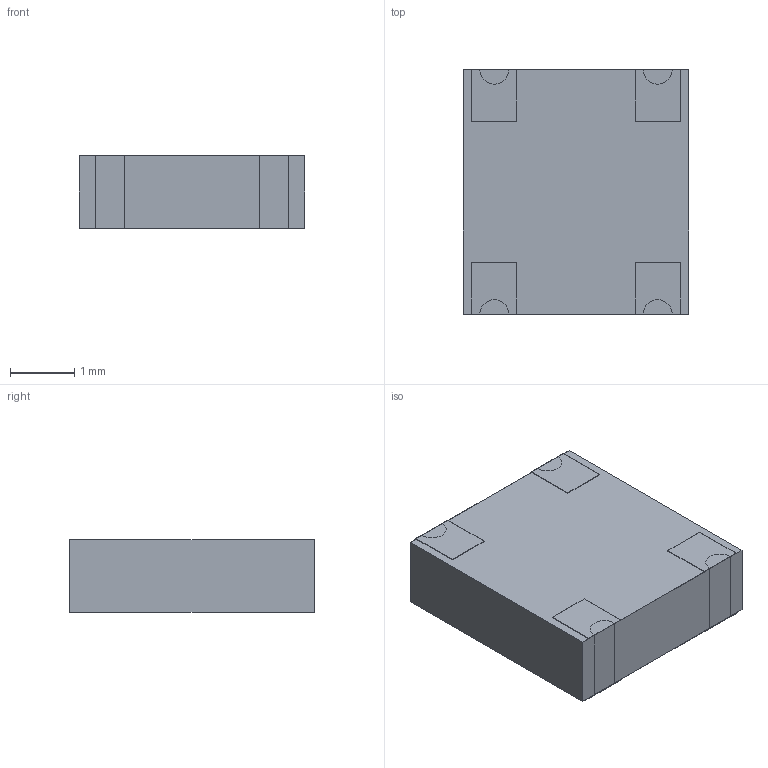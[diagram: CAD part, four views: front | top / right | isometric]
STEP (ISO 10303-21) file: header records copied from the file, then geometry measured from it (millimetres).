
FILE_DESCRIPTION (( 'STEP AP214' ), '1' );
FILE_NAME ('CD-MMBL110S.STEP', '2023-10-14T08:00:14', ( '' ), ( '' ), 'SwSTEP 2.0', 'SolidWorks 2023', '' );
FILE_SCHEMA (( 'AUTOMOTIVE_DESIGN' ));
Length unit declared in the file: millimetre
Products named in the file (5): Pad001; CD-MMBL110S; Pad002; Pocket; Pad
Assembly tree (4 placements, depth 2):
  CD-MMBL110S
    Pocket
    Pad
    Pad001
    Pad002
Bounding box: 3.5 x 3.8 x 1.15 mm (x, y, z)
Surface area: 173.5 mm2
Topology: 4 solids, 4 shells, 112 faces, 312 edges, 208 vertices
Faces by surface type: plane 108, cylinder 4
Entity records: 4910 total; most frequent: CARTESIAN_POINT 639, ORIENTED_EDGE 624, DIRECTION 558, EDGE_CURVE 312, VECTOR 304, LINE 304, VERTEX_POINT 208, AXIS2_PLACEMENT_3D 127
